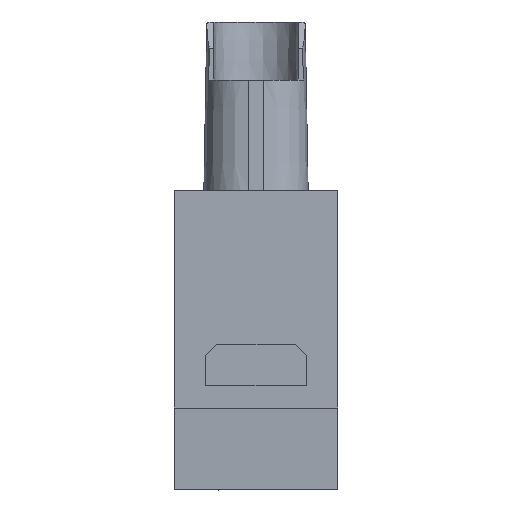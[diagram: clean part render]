
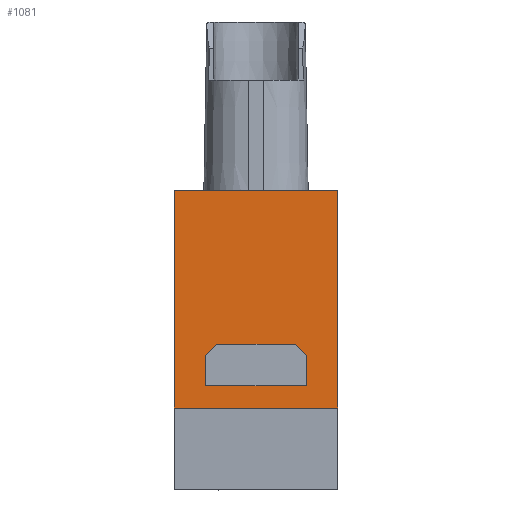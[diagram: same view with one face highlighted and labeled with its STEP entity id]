
A CAD part, front view. The second image highlights one B-rep face of the part: STEP entity #1081.
In plain terms, the highlighted planar face has unit normal (0, -1, 0).
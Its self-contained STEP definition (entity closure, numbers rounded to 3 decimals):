
#1081=ADVANCED_FACE('',(#1575,#1576),#1378,.T.);
#1378=PLANE('',#7795);
#1575=FACE_BOUND('',#1714,.T.);
#1576=FACE_BOUND('',#1715,.T.);
#1714=EDGE_LOOP('',(#2445,#2446,#2447,#2448,#2449,#2450));
#1715=EDGE_LOOP('',(#2451,#2452,#2453,#2454));
#2445=ORIENTED_EDGE('',*,*,#4424,.T.);
#2446=ORIENTED_EDGE('',*,*,#4413,.T.);
#2447=ORIENTED_EDGE('',*,*,#4416,.T.);
#2448=ORIENTED_EDGE('',*,*,#4418,.T.);
#2449=ORIENTED_EDGE('',*,*,#4420,.T.);
#2450=ORIENTED_EDGE('',*,*,#4422,.T.);
#2451=ORIENTED_EDGE('',*,*,#4491,.T.);
#2452=ORIENTED_EDGE('',*,*,#4354,.T.);
#2453=ORIENTED_EDGE('',*,*,#4490,.T.);
#2454=ORIENTED_EDGE('',*,*,#4492,.F.);
#3795=VERTEX_POINT('',#10901);
#3798=VERTEX_POINT('',#10906);
#3843=VERTEX_POINT('',#11079);
#3844=VERTEX_POINT('',#11080);
#3845=VERTEX_POINT('',#11085);
#3846=VERTEX_POINT('',#11089);
#3847=VERTEX_POINT('',#11093);
#3848=VERTEX_POINT('',#11097);
#3891=VERTEX_POINT('',#11232);
#3892=VERTEX_POINT('',#11236);
#4354=EDGE_CURVE('',#3795,#3798,#6133,.T.);
#4413=EDGE_CURVE('',#3843,#3844,#6168,.T.);
#4416=EDGE_CURVE('',#3844,#3845,#6171,.T.);
#4418=EDGE_CURVE('',#3845,#3846,#6173,.T.);
#4420=EDGE_CURVE('',#3846,#3847,#6175,.T.);
#4422=EDGE_CURVE('',#3847,#3848,#6177,.T.);
#4424=EDGE_CURVE('',#3848,#3843,#6179,.T.);
#4490=EDGE_CURVE('',#3798,#3891,#6229,.T.);
#4491=EDGE_CURVE('',#3892,#3795,#6230,.T.);
#4492=EDGE_CURVE('',#3892,#3891,#6231,.T.);
#6133=LINE('',#10907,#6763);
#6168=LINE('',#11078,#6798);
#6171=LINE('',#11084,#6801);
#6173=LINE('',#11088,#6803);
#6175=LINE('',#11092,#6805);
#6177=LINE('',#11096,#6807);
#6179=LINE('',#11100,#6809);
#6229=LINE('',#11233,#6859);
#6230=LINE('',#11235,#6860);
#6231=LINE('',#11237,#6861);
#6763=VECTOR('',#8450,1.);
#6798=VECTOR('',#8557,1.);
#6801=VECTOR('',#8562,1.);
#6803=VECTOR('',#8566,1.);
#6805=VECTOR('',#8570,1.);
#6807=VECTOR('',#8574,1.);
#6809=VECTOR('',#8578,1.);
#6859=VECTOR('',#8708,1.);
#6860=VECTOR('',#8711,1.);
#6861=VECTOR('',#8712,1.);
#7795=AXIS2_PLACEMENT_3D('',#11238,#8713,#8714);
#8450=DIRECTION('',(-1.,0.,0.));
#8557=DIRECTION('',(1.,0.,0.));
#8562=DIRECTION('',(0.707,0.,-0.707));
#8566=DIRECTION('',(0.,0.,-1.));
#8570=DIRECTION('',(-1.,0.,0.));
#8574=DIRECTION('',(0.,0.,1.));
#8578=DIRECTION('',(0.707,0.,0.707));
#8708=DIRECTION('',(0.,0.,-1.));
#8711=DIRECTION('',(0.,0.,1.));
#8712=DIRECTION('',(-1.,0.,0.));
#8713=DIRECTION('',(0.,-1.,0.));
#8714=DIRECTION('',(0.,0.,1.));
#10901=CARTESIAN_POINT('',(7.325,-15.15,17.5));
#10906=CARTESIAN_POINT('',(-7.325,-15.15,17.5));
#10907=CARTESIAN_POINT('',(7.325,-15.15,17.5));
#11078=CARTESIAN_POINT('',(-3.5,-15.15,3.7));
#11079=CARTESIAN_POINT('',(-3.5,-15.15,3.7));
#11080=CARTESIAN_POINT('',(3.5,-15.15,3.7));
#11084=CARTESIAN_POINT('',(3.5,-15.15,3.7));
#11085=CARTESIAN_POINT('',(4.5,-15.15,2.7));
#11088=CARTESIAN_POINT('',(4.5,-15.15,2.7));
#11089=CARTESIAN_POINT('',(4.5,-15.15,0.));
#11092=CARTESIAN_POINT('',(4.5,-15.15,0.));
#11093=CARTESIAN_POINT('',(-4.5,-15.15,0.));
#11096=CARTESIAN_POINT('',(-4.5,-15.15,0.));
#11097=CARTESIAN_POINT('',(-4.5,-15.15,2.7));
#11100=CARTESIAN_POINT('',(-4.5,-15.15,2.7));
#11232=CARTESIAN_POINT('',(-7.325,-15.15,-2.));
#11233=CARTESIAN_POINT('',(-7.325,-15.15,17.5));
#11235=CARTESIAN_POINT('',(7.325,-15.15,-2.));
#11236=CARTESIAN_POINT('',(7.325,-15.15,-2.));
#11237=CARTESIAN_POINT('',(7.325,-15.15,-2.));
#11238=CARTESIAN_POINT('',(7.325,-15.15,-2.));
